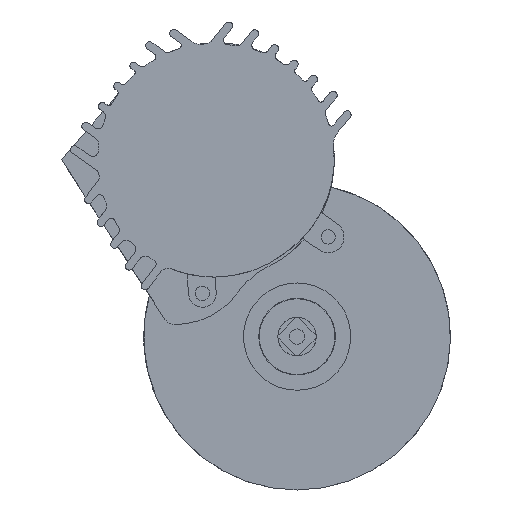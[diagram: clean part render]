
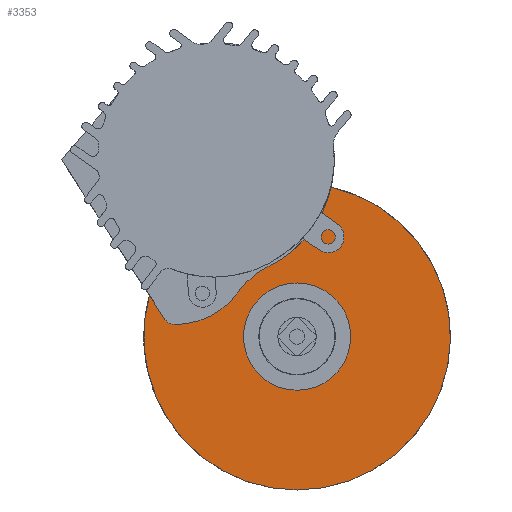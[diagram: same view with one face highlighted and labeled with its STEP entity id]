
A CAD part, left-side view. The second image highlights one B-rep face of the part: STEP entity #3353.
In plain terms, the highlighted planar face has unit normal (-1, 0, 0).
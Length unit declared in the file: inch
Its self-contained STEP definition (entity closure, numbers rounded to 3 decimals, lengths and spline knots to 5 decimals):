
#5 = VERTEX_POINT ( 'NONE', #10974 ) ;
#78 = EDGE_CURVE ( 'NONE', #1339, #4381, #5413, .T. ) ;
#254 = AXIS2_PLACEMENT_3D ( 'NONE', #9760, #10663, #5293 ) ;
#588 = FACE_OUTER_BOUND ( 'NONE', #8850, .T. ) ;
#713 = AXIS2_PLACEMENT_3D ( 'NONE', #1668, #1756, #1910 ) ;
#1024 = DIRECTION ( 'NONE',  ( -1., 0., 0. ) ) ;
#1042 = DIRECTION ( 'NONE',  ( -1., 0., 0. ) ) ;
#1097 = VERTEX_POINT ( 'NONE', #1123 ) ;
#1123 = CARTESIAN_POINT ( 'NONE',  ( 1.1865, 0., -2.625 ) ) ;
#1182 = CARTESIAN_POINT ( 'NONE',  ( 1.1865, 2.09707, 0.40338 ) ) ;
#1339 = VERTEX_POINT ( 'NONE', #11614 ) ;
#1352 = CARTESIAN_POINT ( 'NONE',  ( 1.1865, -0.57769, 2.56065 ) ) ;
#1387 = VERTEX_POINT ( 'NONE', #6439 ) ;
#1493 = AXIS2_PLACEMENT_3D ( 'NONE', #6386, #1024, #7292 ) ;
#1562 = CIRCLE ( 'NONE', #8808, 1.95847 ) ;
#1609 = CARTESIAN_POINT ( 'NONE',  ( 1.1865, 1.32099, 3.0409 ) ) ;
#1668 = CARTESIAN_POINT ( 'NONE',  ( 1.1865, 2.08855, 1.53402 ) ) ;
#1679 = AXIS2_PLACEMENT_3D ( 'NONE', #1182, #7450, #2072 ) ;
#1756 = DIRECTION ( 'NONE',  ( 1., 0., 0. ) ) ;
#1829 = ORIENTED_EDGE ( 'NONE', *, *, #78, .T. ) ;
#1888 = EDGE_LOOP ( 'NONE', ( #8951, #8561 ) ) ;
#1908 = CARTESIAN_POINT ( 'NONE',  ( 1.1865, 2.09856, 0.20653 ) ) ;
#1910 = DIRECTION ( 'NONE',  ( 0., 0., 1. ) ) ;
#2019 = AXIS2_PLACEMENT_3D ( 'NONE', #4033, #10271, #4914 ) ;
#2072 = DIRECTION ( 'NONE',  ( 0., 0., 1. ) ) ;
#2205 = EDGE_CURVE ( 'NONE', #8284, #1097, #7045, .T. ) ;
#2327 = VERTEX_POINT ( 'NONE', #8767 ) ;
#2378 = CARTESIAN_POINT ( 'NONE',  ( 1.1865, 0., 0. ) ) ;
#2501 = DIRECTION ( 'NONE',  ( 0., 0., 1. ) ) ;
#2539 = AXIS2_PLACEMENT_3D ( 'NONE', #2378, #8647, #3312 ) ;
#2700 = EDGE_CURVE ( 'NONE', #1097, #5673, #2852, .T. ) ;
#2833 = VERTEX_POINT ( 'NONE', #6539 ) ;
#2852 = CIRCLE ( 'NONE', #1493, 2.625 ) ;
#3148 = CIRCLE ( 'NONE', #5446, 0.918 ) ;
#3160 = CIRCLE ( 'NONE', #6601, 1.9878 ) ;
#3282 = AXIS2_PLACEMENT_3D ( 'NONE', #5195, #11457, #6088 ) ;
#3312 = DIRECTION ( 'NONE',  ( 0., 0., 1. ) ) ;
#3353 = ADVANCED_FACE ( 'NONE', ( #588, #5346 ), #3509, .T. ) ;
#3453 = EDGE_CURVE ( 'NONE', #2833, #5, #9273, .T. ) ;
#3483 = CARTESIAN_POINT ( 'NONE',  ( 1.1865, 0.19719, 1.43694 ) ) ;
#3509 = PLANE ( 'NONE',  #254 ) ;
#3775 = EDGE_CURVE ( 'NONE', #2327, #8284, #9640, .T. ) ;
#4021 = ORIENTED_EDGE ( 'NONE', *, *, #8033, .T. ) ;
#4033 = CARTESIAN_POINT ( 'NONE',  ( 1.1865, -0.09621, -0.01804 ) ) ;
#4381 = VERTEX_POINT ( 'NONE', #1908 ) ;
#4574 = CARTESIAN_POINT ( 'NONE',  ( 1.1865, -1.14549, -1.07175 ) ) ;
#4651 = CARTESIAN_POINT ( 'NONE',  ( 1.1865, 1.41633, 3.00699 ) ) ;
#4661 = ORIENTED_EDGE ( 'NONE', *, *, #2700, .T. ) ;
#4914 = DIRECTION ( 'NONE',  ( 0., 0., 1. ) ) ;
#5149 = ORIENTED_EDGE ( 'NONE', *, *, #10199, .T. ) ;
#5195 = CARTESIAN_POINT ( 'NONE',  ( 1.1865, 0., 0. ) ) ;
#5293 = DIRECTION ( 'NONE',  ( 0., 0., 1. ) ) ;
#5346 = FACE_BOUND ( 'NONE', #1888, .T. ) ;
#5413 = CIRCLE ( 'NONE', #713, 1.32753 ) ;
#5446 = AXIS2_PLACEMENT_3D ( 'NONE', #6398, #1042, #7314 ) ;
#5527 = DIRECTION ( 'NONE',  ( 0., 0., 1. ) ) ;
#5673 = VERTEX_POINT ( 'NONE', #1352 ) ;
#5686 = ORIENTED_EDGE ( 'NONE', *, *, #7252, .F. ) ;
#6088 = DIRECTION ( 'NONE',  ( 0., 0., 1. ) ) ;
#6255 = ORIENTED_EDGE ( 'NONE', *, *, #3775, .T. ) ;
#6386 = CARTESIAN_POINT ( 'NONE',  ( 1.1865, 0., 0. ) ) ;
#6398 = CARTESIAN_POINT ( 'NONE',  ( 1.1865, 0., 0. ) ) ;
#6439 = CARTESIAN_POINT ( 'NONE',  ( 1.1865, 0., -0.918 ) ) ;
#6539 = CARTESIAN_POINT ( 'NONE',  ( 1.1865, 0.52283, 1.23132 ) ) ;
#6601 = AXIS2_PLACEMENT_3D ( 'NONE', #4651, #10904, #5527 ) ;
#6767 = CARTESIAN_POINT ( 'NONE',  ( 1.1865, 0., 0.918 ) ) ;
#6834 = DIRECTION ( 'NONE',  ( 0., 0.544, 0.839 ) ) ;
#7045 = CIRCLE ( 'NONE', #2539, 2.625 ) ;
#7252 = EDGE_CURVE ( 'NONE', #2833, #8925, #3160, .T. ) ;
#7261 = VECTOR ( 'NONE', #6834, 39.37008 ) ;
#7292 = DIRECTION ( 'NONE',  ( 0., 0., 1. ) ) ;
#7314 = DIRECTION ( 'NONE',  ( 0., 0., 1. ) ) ;
#7450 = DIRECTION ( 'NONE',  ( 1., 0., 0. ) ) ;
#7504 = CIRCLE ( 'NONE', #3282, 0.918 ) ;
#7851 = ORIENTED_EDGE ( 'NONE', *, *, #10671, .F. ) ;
#7902 = DIRECTION ( 'NONE',  ( -1., 0., 0. ) ) ;
#7931 = CIRCLE ( 'NONE', #1679, 0.19685 ) ;
#8033 = EDGE_CURVE ( 'NONE', #4381, #2327, #7931, .T. ) ;
#8284 = VERTEX_POINT ( 'NONE', #8711 ) ;
#8334 = EDGE_CURVE ( 'NONE', #1387, #11026, #7504, .T. ) ;
#8512 = EDGE_CURVE ( 'NONE', #11026, #1387, #3148, .T. ) ;
#8561 = ORIENTED_EDGE ( 'NONE', *, *, #8334, .F. ) ;
#8647 = DIRECTION ( 'NONE',  ( -1., 0., 0. ) ) ;
#8711 = CARTESIAN_POINT ( 'NONE',  ( 1.1865, 2.52816, 0.70642 ) ) ;
#8715 = CIRCLE ( 'NONE', #2019, 1.35241 ) ;
#8767 = CARTESIAN_POINT ( 'NONE',  ( 1.1865, 2.26225, 0.29629 ) ) ;
#8808 = AXIS2_PLACEMENT_3D ( 'NONE', #1609, #7902, #2501 ) ;
#8850 = EDGE_LOOP ( 'NONE', ( #11106, #4661, #7851, #5686, #10132, #5149, #1829, #4021, #6255 ) ) ;
#8925 = VERTEX_POINT ( 'NONE', #3483 ) ;
#8951 = ORIENTED_EDGE ( 'NONE', *, *, #8512, .F. ) ;
#8997 = DIRECTION ( 'NONE',  ( 0., -0.587, -0.81 ) ) ;
#9273 = LINE ( 'NONE', #4574, #11096 ) ;
#9640 = LINE ( 'NONE', #10408, #7261 ) ;
#9760 = CARTESIAN_POINT ( 'NONE',  ( 1.1865, -2.625, 0. ) ) ;
#10132 = ORIENTED_EDGE ( 'NONE', *, *, #3453, .T. ) ;
#10199 = EDGE_CURVE ( 'NONE', #5, #1339, #8715, .T. ) ;
#10271 = DIRECTION ( 'NONE',  ( -1., 0., 0. ) ) ;
#10408 = CARTESIAN_POINT ( 'NONE',  ( 1.1865, 0.68061, -2.14319 ) ) ;
#10663 = DIRECTION ( 'NONE',  ( -1., 0., 0. ) ) ;
#10671 = EDGE_CURVE ( 'NONE', #8925, #5673, #1562, .T. ) ;
#10904 = DIRECTION ( 'NONE',  ( -1., 0., 0. ) ) ;
#10974 = CARTESIAN_POINT ( 'NONE',  ( 1.1865, 0.49789, 1.19689 ) ) ;
#11026 = VERTEX_POINT ( 'NONE', #6767 ) ;
#11096 = VECTOR ( 'NONE', #8997, 39.37008 ) ;
#11106 = ORIENTED_EDGE ( 'NONE', *, *, #2205, .T. ) ;
#11457 = DIRECTION ( 'NONE',  ( -1., 0., 0. ) ) ;
#11614 = CARTESIAN_POINT ( 'NONE',  ( 1.1865, 1.00631, 0.7652 ) ) ;
